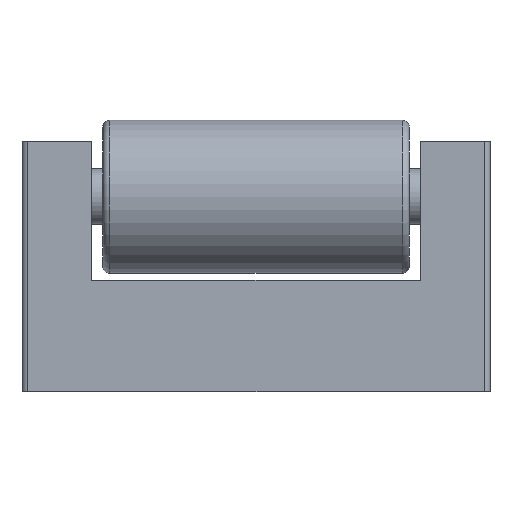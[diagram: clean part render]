
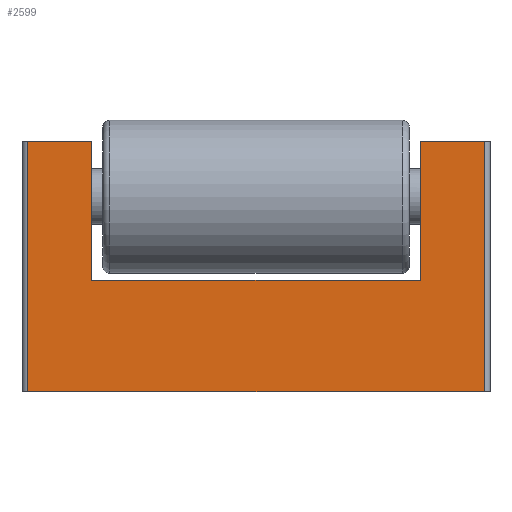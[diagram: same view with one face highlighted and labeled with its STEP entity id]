
A CAD part, front view. The second image highlights one B-rep face of the part: STEP entity #2599.
In plain terms, the highlighted planar face has unit normal (0, -1, 0).
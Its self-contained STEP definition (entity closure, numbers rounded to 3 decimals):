
#129=PLANE('',#2823);
#188=LINE('',#3814,#484);
#245=LINE('',#3928,#541);
#417=LINE('',#4274,#713);
#420=LINE('',#4281,#716);
#421=LINE('',#4284,#717);
#422=LINE('',#4286,#718);
#423=LINE('',#4288,#719);
#424=LINE('',#4289,#720);
#484=VECTOR('',#3090,1.);
#541=VECTOR('',#3189,1.);
#713=VECTOR('',#3509,1.);
#716=VECTOR('',#3518,1.);
#717=VECTOR('',#3521,1.);
#718=VECTOR('',#3522,1.);
#719=VECTOR('',#3523,1.);
#720=VECTOR('',#3524,1.);
#863=FACE_OUTER_BOUND('',#1003,.T.);
#1003=EDGE_LOOP('',(#2359,#2360,#2361,#2362,#2363,#2364,#2365,#2366));
#1196=VERTEX_POINT('',#3811);
#1197=VERTEX_POINT('',#3813);
#1232=VERTEX_POINT('',#3925);
#1233=VERTEX_POINT('',#3927);
#1333=VERTEX_POINT('',#4273);
#1335=VERTEX_POINT('',#4283);
#1336=VERTEX_POINT('',#4285);
#1337=VERTEX_POINT('',#4287);
#1468=EDGE_CURVE('',#1197,#1196,#188,.T.);
#1525=EDGE_CURVE('',#1233,#1232,#245,.T.);
#1697=EDGE_CURVE('',#1333,#1197,#417,.T.);
#1702=EDGE_CURVE('',#1196,#1233,#420,.T.);
#1703=EDGE_CURVE('',#1232,#1335,#421,.T.);
#1704=EDGE_CURVE('',#1336,#1335,#422,.T.);
#1705=EDGE_CURVE('',#1337,#1336,#423,.T.);
#1706=EDGE_CURVE('',#1337,#1333,#424,.T.);
#2359=ORIENTED_EDGE('',*,*,#1468,.T.);
#2360=ORIENTED_EDGE('',*,*,#1702,.T.);
#2361=ORIENTED_EDGE('',*,*,#1525,.T.);
#2362=ORIENTED_EDGE('',*,*,#1703,.T.);
#2363=ORIENTED_EDGE('',*,*,#1704,.F.);
#2364=ORIENTED_EDGE('',*,*,#1705,.F.);
#2365=ORIENTED_EDGE('',*,*,#1706,.T.);
#2366=ORIENTED_EDGE('',*,*,#1697,.T.);
#2599=ADVANCED_FACE('',(#863),#129,.T.);
#2823=AXIS2_PLACEMENT_3D('',#4282,#3519,#3520);
#3090=DIRECTION('',(0.,0.,-1.));
#3189=DIRECTION('',(0.,0.,1.));
#3509=DIRECTION('',(-1.,0.,0.));
#3518=DIRECTION('',(-1.,0.,0.));
#3519=DIRECTION('center_axis',(0.,-1.,0.));
#3520=DIRECTION('ref_axis',(1.,0.,0.));
#3521=DIRECTION('',(-1.,0.,0.));
#3522=DIRECTION('',(0.,0.,1.));
#3523=DIRECTION('',(-1.,0.,0.));
#3524=DIRECTION('',(0.,0.,1.));
#3811=CARTESIAN_POINT('',(11.8,-25.,8.));
#3813=CARTESIAN_POINT('',(11.8,-25.,18.));
#3814=CARTESIAN_POINT('',(11.8,-25.,7.));
#3925=CARTESIAN_POINT('',(-11.8,-25.,18.));
#3927=CARTESIAN_POINT('',(-11.8,-25.,8.));
#3928=CARTESIAN_POINT('',(-11.8,-25.,7.));
#4273=CARTESIAN_POINT('',(16.4,-25.,18.));
#4274=CARTESIAN_POINT('',(16.4,-25.,18.));
#4281=CARTESIAN_POINT('',(0.,-25.,8.));
#4282=CARTESIAN_POINT('Origin',(0.,-25.,0.));
#4283=CARTESIAN_POINT('',(-16.4,-25.,18.));
#4284=CARTESIAN_POINT('',(16.4,-25.,18.));
#4285=CARTESIAN_POINT('',(-16.4,-25.,0.));
#4286=CARTESIAN_POINT('',(-16.4,-25.,0.));
#4287=CARTESIAN_POINT('',(16.4,-25.,0.));
#4288=CARTESIAN_POINT('',(16.4,-25.,0.));
#4289=CARTESIAN_POINT('',(16.4,-25.,0.));
